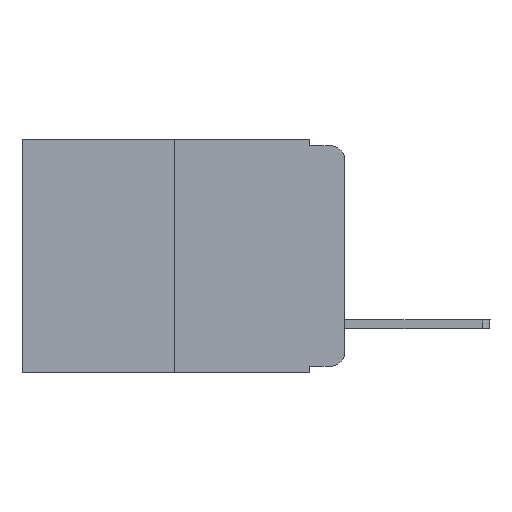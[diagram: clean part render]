
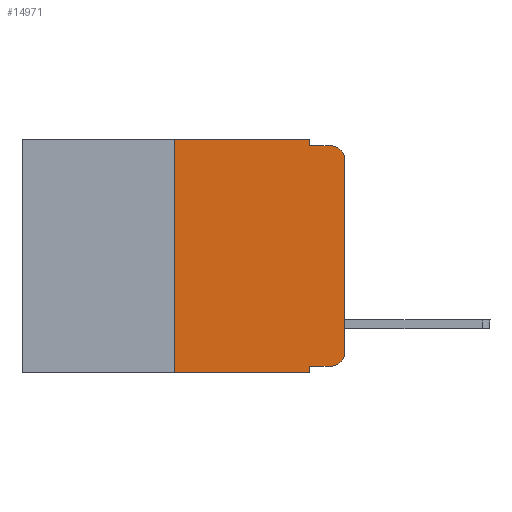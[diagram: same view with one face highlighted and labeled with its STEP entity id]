
A CAD part, left-side view. The second image highlights one B-rep face of the part: STEP entity #14971.
In plain terms, the highlighted planar face has unit normal (-1, 0, 0).
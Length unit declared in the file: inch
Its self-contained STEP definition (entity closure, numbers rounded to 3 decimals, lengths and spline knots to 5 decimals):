
#954 = VERTEX_POINT ( 'NONE', #9370 ) ;
#1141 = VECTOR ( 'NONE', #16424, 39.37008 ) ;
#1188 = CIRCLE ( 'NONE', #10377, 0.02 ) ;
#1446 = ORIENTED_EDGE ( 'NONE', *, *, #16442, .T. ) ;
#1597 = EDGE_LOOP ( 'NONE', ( #10368, #17008, #3981, #17481, #12808, #5725, #16190, #4025, #1446, #1739 ) ) ;
#1616 = CARTESIAN_POINT ( 'NONE',  ( 0., 0.02, -0.01 ) ) ;
#1712 = CARTESIAN_POINT ( 'NONE',  ( 0., 0.02, -0.333 ) ) ;
#1739 = ORIENTED_EDGE ( 'NONE', *, *, #6610, .T. ) ;
#1772 = EDGE_CURVE ( 'NONE', #954, #2601, #5135, .T. ) ;
#1847 = CARTESIAN_POINT ( 'NONE',  ( 0., 0., -0.03 ) ) ;
#2205 = EDGE_CURVE ( 'NONE', #2996, #17847, #14011, .T. ) ;
#2345 = DIRECTION ( 'NONE',  ( -1., 0., 0. ) ) ;
#2545 = DIRECTION ( 'NONE',  ( 0., -1., 0. ) ) ;
#2601 = VERTEX_POINT ( 'NONE', #10182 ) ;
#2734 = LINE ( 'NONE', #15724, #16279 ) ;
#2828 = LINE ( 'NONE', #17041, #11522 ) ;
#2994 = DIRECTION ( 'NONE',  ( 0., 0., -1. ) ) ;
#2996 = VERTEX_POINT ( 'NONE', #5700 ) ;
#3121 = EDGE_CURVE ( 'NONE', #5396, #15297, #1188, .T. ) ;
#3297 = PLANE ( 'NONE',  #9250 ) ;
#3430 = CARTESIAN_POINT ( 'NONE',  ( 0., 0.02, -0.03 ) ) ;
#3539 = VECTOR ( 'NONE', #15451, 39.37008 ) ;
#3626 = DIRECTION ( 'NONE',  ( 0., 0., -1. ) ) ;
#3981 = ORIENTED_EDGE ( 'NONE', *, *, #8676, .F. ) ;
#4025 = ORIENTED_EDGE ( 'NONE', *, *, #12611, .F. ) ;
#4157 = VERTEX_POINT ( 'NONE', #7568 ) ;
#4244 = DIRECTION ( 'NONE',  ( 0., -1., 0. ) ) ;
#4983 = DIRECTION ( 'NONE',  ( 0., 0., 1. ) ) ;
#5135 = LINE ( 'NONE', #9612, #14859 ) ;
#5396 = VERTEX_POINT ( 'NONE', #1847 ) ;
#5700 = CARTESIAN_POINT ( 'NONE',  ( 0., 0.25, -0.343 ) ) ;
#5725 = ORIENTED_EDGE ( 'NONE', *, *, #13444, .F. ) ;
#6057 = DIRECTION ( 'NONE',  ( 0., 0., -1. ) ) ;
#6610 = EDGE_CURVE ( 'NONE', #12404, #4157, #16482, .T. ) ;
#6789 = VECTOR ( 'NONE', #14592, 39.37008 ) ;
#6798 = LINE ( 'NONE', #13951, #3539 ) ;
#6803 = CARTESIAN_POINT ( 'NONE',  ( 0., 0.051, -0.333 ) ) ;
#7390 = DIRECTION ( 'NONE',  ( 1., 0., 0. ) ) ;
#7568 = CARTESIAN_POINT ( 'NONE',  ( 0., 0., -0.313 ) ) ;
#7573 = DIRECTION ( 'NONE',  ( 0., 0., -1. ) ) ;
#7624 = DIRECTION ( 'NONE',  ( -1., 0., 0. ) ) ;
#7725 = VERTEX_POINT ( 'NONE', #12881 ) ;
#7790 = CARTESIAN_POINT ( 'NONE',  ( 0., 0.25, 0. ) ) ;
#8676 = EDGE_CURVE ( 'NONE', #7725, #15297, #17902, .T. ) ;
#8777 = AXIS2_PLACEMENT_3D ( 'NONE', #18137, #2345, #3626 ) ;
#9203 = CARTESIAN_POINT ( 'NONE',  ( 0., 0.051, -0.343 ) ) ;
#9250 = AXIS2_PLACEMENT_3D ( 'NONE', #13068, #7390, #7573 ) ;
#9370 = CARTESIAN_POINT ( 'NONE',  ( 0., 0.25, 0. ) ) ;
#9612 = CARTESIAN_POINT ( 'NONE',  ( 0., 0.473, 0. ) ) ;
#10182 = CARTESIAN_POINT ( 'NONE',  ( 0., 0.051, 0. ) ) ;
#10186 = FACE_OUTER_BOUND ( 'NONE', #1597, .T. ) ;
#10222 = EDGE_CURVE ( 'NONE', #4157, #5396, #6798, .T. ) ;
#10368 = ORIENTED_EDGE ( 'NONE', *, *, #10222, .T. ) ;
#10377 = AXIS2_PLACEMENT_3D ( 'NONE', #3430, #7624, #6057 ) ;
#11202 = DIRECTION ( 'NONE',  ( 0., -1., 0. ) ) ;
#11470 = VERTEX_POINT ( 'NONE', #6803 ) ;
#11522 = VECTOR ( 'NONE', #11202, 39.37008 ) ;
#11572 = VECTOR ( 'NONE', #4983, 39.37008 ) ;
#11635 = CARTESIAN_POINT ( 'NONE',  ( 0., 0.051, 0. ) ) ;
#12049 = CARTESIAN_POINT ( 'NONE',  ( 0., 0.051, -0.01 ) ) ;
#12053 = LINE ( 'NONE', #7790, #11572 ) ;
#12404 = VERTEX_POINT ( 'NONE', #1712 ) ;
#12611 = EDGE_CURVE ( 'NONE', #11470, #17847, #2734, .T. ) ;
#12808 = ORIENTED_EDGE ( 'NONE', *, *, #1772, .F. ) ;
#12881 = CARTESIAN_POINT ( 'NONE',  ( 0., 0.051, -0.01 ) ) ;
#13068 = CARTESIAN_POINT ( 'NONE',  ( 0., 0.473, 0. ) ) ;
#13444 = EDGE_CURVE ( 'NONE', #2996, #954, #12053, .T. ) ;
#13951 = CARTESIAN_POINT ( 'NONE',  ( 0., 0., 0. ) ) ;
#14011 = LINE ( 'NONE', #14189, #18092 ) ;
#14189 = CARTESIAN_POINT ( 'NONE',  ( 0., 0.473, -0.343 ) ) ;
#14592 = DIRECTION ( 'NONE',  ( 0., 0., -1. ) ) ;
#14859 = VECTOR ( 'NONE', #2545, 39.37008 ) ;
#14971 = ADVANCED_FACE ( 'NONE', ( #10186 ), #3297, .F. ) ;
#15255 = LINE ( 'NONE', #11635, #6789 ) ;
#15297 = VERTEX_POINT ( 'NONE', #1616 ) ;
#15451 = DIRECTION ( 'NONE',  ( 0., 0., 1. ) ) ;
#15724 = CARTESIAN_POINT ( 'NONE',  ( 0., 0.051, 0. ) ) ;
#16190 = ORIENTED_EDGE ( 'NONE', *, *, #2205, .T. ) ;
#16279 = VECTOR ( 'NONE', #2994, 39.37008 ) ;
#16424 = DIRECTION ( 'NONE',  ( 0., -1., 0. ) ) ;
#16442 = EDGE_CURVE ( 'NONE', #11470, #12404, #2828, .T. ) ;
#16482 = CIRCLE ( 'NONE', #8777, 0.02 ) ;
#17008 = ORIENTED_EDGE ( 'NONE', *, *, #3121, .T. ) ;
#17041 = CARTESIAN_POINT ( 'NONE',  ( 0., 0.051, -0.333 ) ) ;
#17052 = EDGE_CURVE ( 'NONE', #2601, #7725, #15255, .T. ) ;
#17481 = ORIENTED_EDGE ( 'NONE', *, *, #17052, .F. ) ;
#17847 = VERTEX_POINT ( 'NONE', #9203 ) ;
#17902 = LINE ( 'NONE', #12049, #1141 ) ;
#18092 = VECTOR ( 'NONE', #4244, 39.37008 ) ;
#18137 = CARTESIAN_POINT ( 'NONE',  ( 0., 0.02, -0.313 ) ) ;
